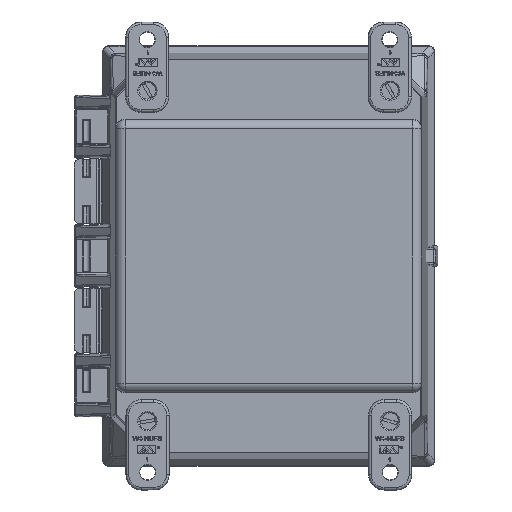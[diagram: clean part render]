
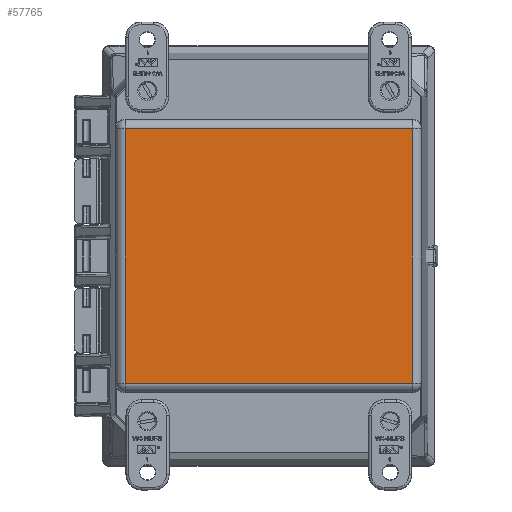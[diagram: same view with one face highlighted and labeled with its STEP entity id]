
A CAD part, front view. The second image highlights one B-rep face of the part: STEP entity #57765.
In plain terms, the highlighted planar face has unit normal (0, -1, 0).
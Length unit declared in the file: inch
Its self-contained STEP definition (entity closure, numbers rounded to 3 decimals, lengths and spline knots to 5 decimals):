
#229 = DIRECTION ( 'NONE',  ( 0., 0., 1. ) ) ;
#4882 = ORIENTED_EDGE ( 'NONE', *, *, #6176, .T. ) ;
#6176 = EDGE_CURVE ( 'NONE', #77079, #36253, #78015, .T. ) ;
#6845 = ORIENTED_EDGE ( 'NONE', *, *, #22912, .T. ) ;
#9337 = FACE_OUTER_BOUND ( 'NONE', #44997, .T. ) ;
#10487 = VERTEX_POINT ( 'NONE', #11138 ) ;
#10866 = DIRECTION ( 'NONE',  ( 1., 0., 0. ) ) ;
#11138 = CARTESIAN_POINT ( 'NONE',  ( -2.90481, -4.125, 2.56942 ) ) ;
#11407 = VERTEX_POINT ( 'NONE', #105553 ) ;
#15673 = AXIS2_PLACEMENT_3D ( 'NONE', #32128, #40773, #101163 ) ;
#16868 = EDGE_CURVE ( 'NONE', #10487, #11407, #23030, .T. ) ;
#18070 = EDGE_CURVE ( 'NONE', #11407, #77079, #76790, .T. ) ;
#19362 = ORIENTED_EDGE ( 'NONE', *, *, #18070, .T. ) ;
#22912 = EDGE_CURVE ( 'NONE', #36253, #10487, #66875, .T. ) ;
#23030 = LINE ( 'NONE', #29602, #89149 ) ;
#29602 = CARTESIAN_POINT ( 'NONE',  ( -2.90481, -4.125, -2.75 ) ) ;
#31220 = DIRECTION ( 'NONE',  ( -1., 0., 0. ) ) ;
#32128 = CARTESIAN_POINT ( 'NONE',  ( -3.36, -4.125, -4.25 ) ) ;
#36253 = VERTEX_POINT ( 'NONE', #69427 ) ;
#38297 = DIRECTION ( 'NONE',  ( 0., 0., -1. ) ) ;
#40773 = DIRECTION ( 'NONE',  ( 0., -1., 0. ) ) ;
#44997 = EDGE_LOOP ( 'NONE', ( #6845, #45397, #19362, #4882 ) ) ;
#45397 = ORIENTED_EDGE ( 'NONE', *, *, #16868, .T. ) ;
#55086 = VECTOR ( 'NONE', #229, 39.37008 ) ;
#57765 = ADVANCED_FACE ( 'NONE', ( #9337 ), #83740, .T. ) ;
#60425 = CARTESIAN_POINT ( 'NONE',  ( 2.90481, -4.125, 2.75 ) ) ;
#61527 = VECTOR ( 'NONE', #31220, 39.37008 ) ;
#66875 = LINE ( 'NONE', #82818, #61527 ) ;
#69427 = CARTESIAN_POINT ( 'NONE',  ( 2.90481, -4.125, 2.56942 ) ) ;
#69454 = CARTESIAN_POINT ( 'NONE',  ( 2.90481, -4.125, -2.56942 ) ) ;
#74074 = VECTOR ( 'NONE', #10866, 39.37008 ) ;
#76790 = LINE ( 'NONE', #96842, #74074 ) ;
#77079 = VERTEX_POINT ( 'NONE', #69454 ) ;
#78015 = LINE ( 'NONE', #60425, #55086 ) ;
#82818 = CARTESIAN_POINT ( 'NONE',  ( -3.08539, -4.125, 2.56942 ) ) ;
#83740 = PLANE ( 'NONE',  #15673 ) ;
#89149 = VECTOR ( 'NONE', #38297, 39.37008 ) ;
#96842 = CARTESIAN_POINT ( 'NONE',  ( 3.08539, -4.125, -2.56942 ) ) ;
#101163 = DIRECTION ( 'NONE',  ( 0., 0., -1. ) ) ;
#105553 = CARTESIAN_POINT ( 'NONE',  ( -2.90481, -4.125, -2.56942 ) ) ;
